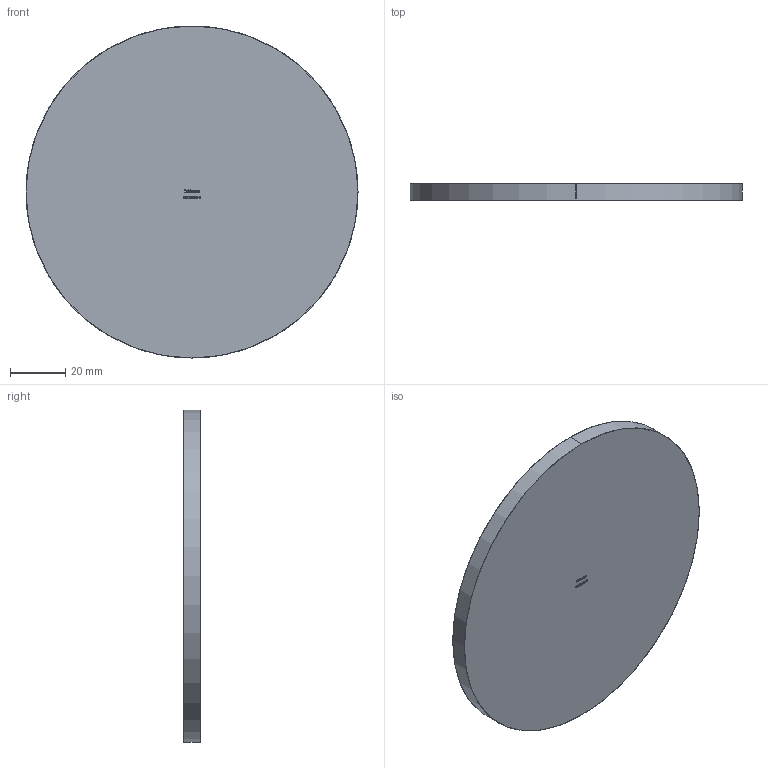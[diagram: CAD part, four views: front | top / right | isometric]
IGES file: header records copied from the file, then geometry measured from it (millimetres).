
Start section: SolidWorks IGES file using analytic representation for surfaces
Global section: file name: 53120-240-R.igs; native system: SolidWorks 2018; preprocessor: SolidWorks 2018; author: Christian; date: 201016.132028; units: millimetre
Bounding box: 120 x 6 x 120 mm (x, y, z)
Surface area: 24887.7 mm2 (no closed solid volume)
Topology: 0 solids, 0 shells, 248 faces, 2456 edges, 2456 vertices
Faces by surface type: bspline 246, revolution 2
